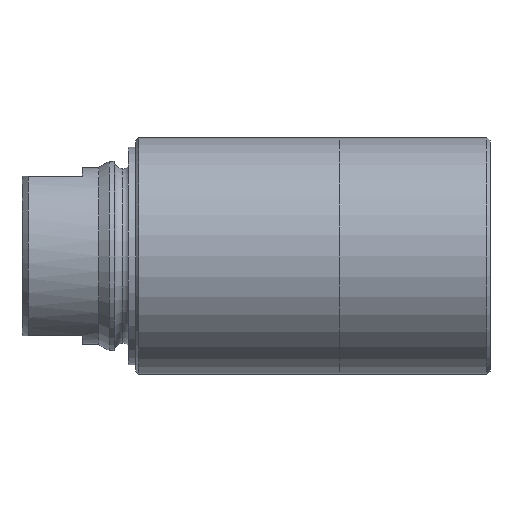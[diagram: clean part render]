
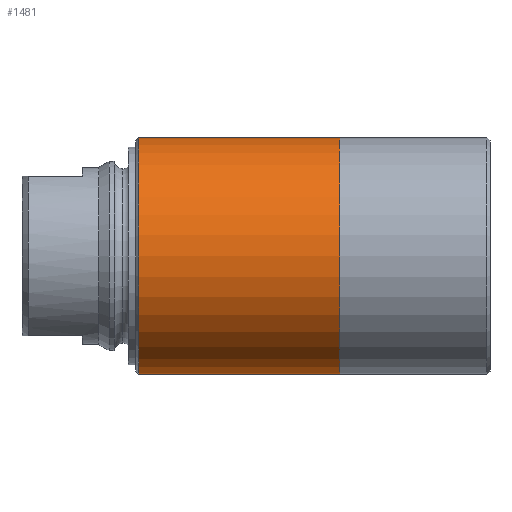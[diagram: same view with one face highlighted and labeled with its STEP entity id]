
A CAD part, front view. The second image highlights one B-rep face of the part: STEP entity #1481.
In plain terms, the highlighted cylindrical face has radius 20.066 mm (diameter 40.132 mm), a full revolution.
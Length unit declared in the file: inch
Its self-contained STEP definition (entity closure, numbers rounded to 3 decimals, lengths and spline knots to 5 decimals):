
#293=FACE_BOUND('',#510,.T.);
#389=FACE_OUTER_BOUND('',#509,.T.);
#509=EDGE_LOOP('',(#1331));
#510=EDGE_LOOP('',(#1332));
#534=CIRCLE('',#1497,0.79);
#617=CIRCLE('',#1663,0.79);
#625=VERTEX_POINT('',#2142);
#756=VERTEX_POINT('',#2603);
#764=EDGE_CURVE('',#625,#625,#534,.T.);
#955=EDGE_CURVE('',#756,#756,#617,.T.);
#1331=ORIENTED_EDGE('',*,*,#764,.T.);
#1332=ORIENTED_EDGE('',*,*,#955,.T.);
#1392=CYLINDRICAL_SURFACE('',#1664,0.79);
#1481=ADVANCED_FACE('',(#389,#293),#1392,.T.);
#1497=AXIS2_PLACEMENT_3D('',#2143,#1688,#1689);
#1663=AXIS2_PLACEMENT_3D('',#2604,#2100,#2101);
#1664=AXIS2_PLACEMENT_3D('',#2605,#2102,#2103);
#1688=DIRECTION('center_axis',(-1.,0.,0.));
#1689=DIRECTION('ref_axis',(0.,1.,0.));
#2100=DIRECTION('center_axis',(1.,0.,0.));
#2101=DIRECTION('ref_axis',(0.,1.,0.));
#2102=DIRECTION('center_axis',(1.,0.,0.));
#2103=DIRECTION('ref_axis',(0.,1.,0.));
#2142=CARTESIAN_POINT('',(2.118,-0.79,0.));
#2143=CARTESIAN_POINT('Origin',(2.118,0.,0.));
#2603=CARTESIAN_POINT('',(0.778,0.79,0.));
#2604=CARTESIAN_POINT('Origin',(0.778,0.,0.));
#2605=CARTESIAN_POINT('Origin',(1.938,0.,0.));
